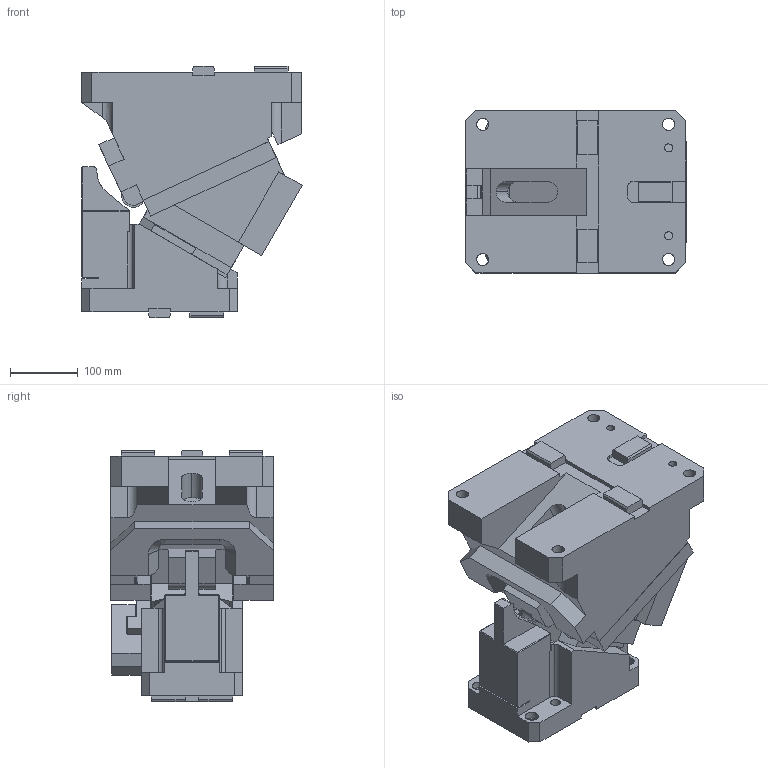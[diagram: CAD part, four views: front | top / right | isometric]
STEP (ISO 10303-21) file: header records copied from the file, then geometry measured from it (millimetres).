
FILE_DESCRIPTION(('CATIA V5 STEP Exchange'),'2;1');
FILE_NAME('CACG_150_30.stp','2015-04-22T08:33:05+00:00',('none'),('none'),'CATIA Version 5 Release 19 SP 2 (IN-10)','CATIA V5 STEP AP203','none');
FILE_SCHEMA(('CONFIG_CONTROL_DESIGN'));
Length unit declared in the file: millimetre
Products named in the file (1): CACG_150_30
Bounding box: 325.98 x 240 x 372 mm (x, y, z)
Volume: 15361236.6 mm3; surface area: 939549.3 mm2
Topology: 3 solids, 9 shells, 480 faces, 1312 edges, 861 vertices
Faces by surface type: plane 338, cylinder 140, cone 2
Entity records: 17551 total; most frequent: CARTESIAN_POINT 6095, ORIENTED_EDGE 2624, DIRECTION 1876, EDGE_CURVE 1312, VECTOR 1049, LINE 1049, VERTEX_POINT 861, EDGE_LOOP 525
